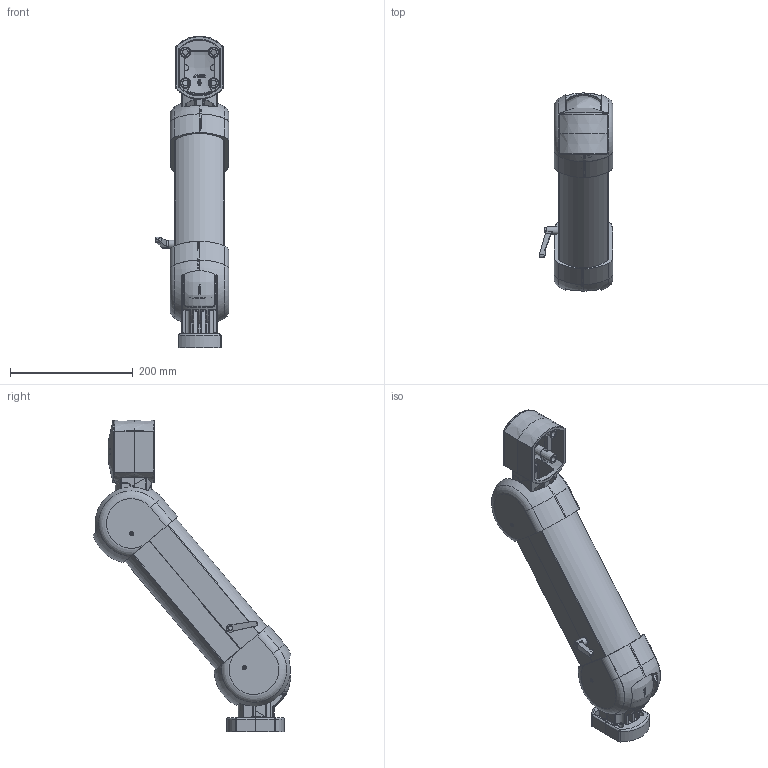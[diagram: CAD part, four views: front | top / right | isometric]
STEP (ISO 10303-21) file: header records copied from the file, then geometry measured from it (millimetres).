
FILE_DESCRIPTION (( 'STEP AP214' ), '1' );
FILE_NAME ('49842002_r.STEP', '2018-04-16T07:35:57', ( 'Admin' ), ( 'Hewlett-Packard Company' ), 'SwSTEP 2.0', 'SolidWorks 2017', '' );
FILE_SCHEMA (( 'AUTOMOTIVE_DESIGN' ));
Length unit declared in the file: millimetre
Products named in the file (22): 93304; 41891; 41890; 93424; 93411; 98906; 98113; 84189; 41889; 98911; 98910; 11187_f〉 Hub=400mm; 11186_r; 12112_r; 98909; 12111_r; 92453; 98914; 49842002_r; 41888; 41892; 99564_DIN 912 M3 x 12 --- 12C
Assembly tree (44 placements, depth 2):
  98914
  49842002_r
    12111_r
    12112_r
    11186_r
    11187_f〉 Hub=400mm
    98910  x4
    98911  x4
    41889  x2
    84189  x2
    98113
    98906
    93411  x4
    93424  x4
    41890  x2
    41891  x2
    93304  x2
    99564_DIN 912 M3 x 12 --- 12C  x4
    41892
    41888  x2
    92453  x4
    98909
Bounding box: 120.5 x 322.5 x 508.24 mm (x, y, z)
Volume: 1120289.6 mm3; surface area: 771132.7 mm2
Topology: 42 solids, 46 shells, 4958 faces, 12433 edges, 7721 vertices
Faces by surface type: plane 2012, bspline 1187, cylinder 1055, torus 289, cone 269, sphere 146
Full cylindrical faces by diameter (mm): 2.5 x7, 3 x7, 4.134 x1, 4.2 x4, 4.5 x8, 5 x12, 5.5 x6, 6 x4, 6.6 x4, 7 x8, 7.2 x4, 8 x2, 9 x8, 10 x20, 11 x4, 12 x15, 13 x6, 15 x2, 18 x4, 19 x4
Entity records: 145758 total; most frequent: CARTESIAN_POINT 73785, ORIENTED_EDGE 15768, DIRECTION 11882, EDGE_CURVE 7890, VERTEX_POINT 4984, AXIS2_PLACEMENT_3D 4336, EDGE_LOOP 3673, FACE_OUTER_BOUND 3389
